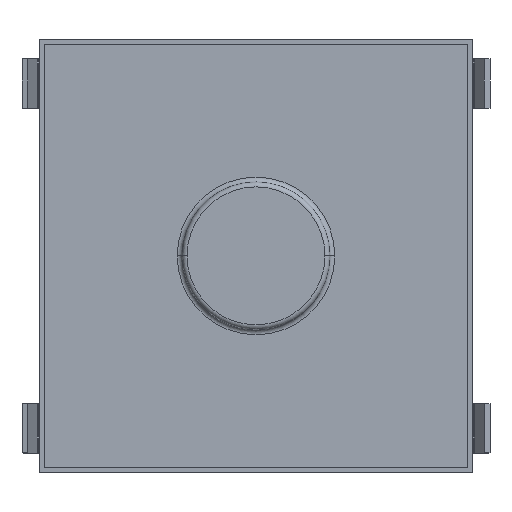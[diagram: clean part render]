
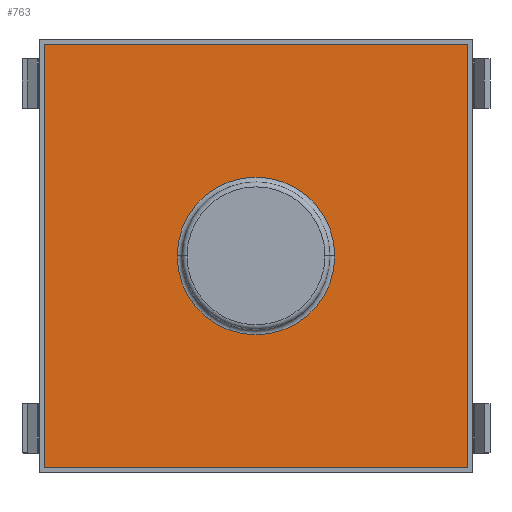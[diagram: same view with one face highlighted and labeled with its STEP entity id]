
A CAD part, top view. The second image highlights one B-rep face of the part: STEP entity #763.
In plain terms, the highlighted planar face has unit normal (0, 0, 1).
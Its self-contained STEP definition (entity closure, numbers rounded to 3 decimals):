
#2=DIRECTION('',(0.,-1.,0.));
#3=VECTOR('',#2,4.3);
#4=CARTESIAN_POINT('',(-2.15,2.15,0.));
#5=LINE('',#4,#3);
#6=DIRECTION('',(-1.,0.,0.));
#7=VECTOR('',#6,4.3);
#8=CARTESIAN_POINT('',(2.15,2.15,0.));
#9=LINE('',#8,#7);
#10=DIRECTION('',(0.,1.,0.));
#11=VECTOR('',#10,4.3);
#12=CARTESIAN_POINT('',(2.15,-2.15,0.));
#13=LINE('',#12,#11);
#14=DIRECTION('',(1.,0.,0.));
#15=VECTOR('',#14,4.3);
#16=CARTESIAN_POINT('',(-2.15,-2.15,0.));
#17=LINE('',#16,#15);
#18=CARTESIAN_POINT('',(0.,0.,0.));
#19=DIRECTION('',(0.,0.,-1.));
#20=DIRECTION('',(1.,0.,0.));
#21=AXIS2_PLACEMENT_3D('',#18,#19,#20);
#23=CARTESIAN_POINT('',(0.,0.,0.));
#24=DIRECTION('',(0.,0.,-1.));
#25=DIRECTION('',(-1.,0.,0.));
#26=AXIS2_PLACEMENT_3D('',#23,#24,#25);
#566=CARTESIAN_POINT('',(-2.15,2.15,0.));
#567=CARTESIAN_POINT('',(-2.15,-2.15,0.));
#568=VERTEX_POINT('',#566);
#569=VERTEX_POINT('',#567);
#570=CARTESIAN_POINT('',(2.15,-2.15,0.));
#571=VERTEX_POINT('',#570);
#572=CARTESIAN_POINT('',(2.15,2.15,0.));
#573=VERTEX_POINT('',#572);
#610=CARTESIAN_POINT('',(0.8,0.,0.));
#611=CARTESIAN_POINT('',(-0.8,0.,0.));
#612=VERTEX_POINT('',#610);
#613=VERTEX_POINT('',#611);
#742=CARTESIAN_POINT('',(0.,0.,0.));
#743=DIRECTION('',(0.,0.,1.));
#744=DIRECTION('',(1.,0.,0.));
#745=AXIS2_PLACEMENT_3D('',#742,#743,#744);
#746=PLANE('',#745);
#748=ORIENTED_EDGE('',*,*,#747,.F.);
#750=ORIENTED_EDGE('',*,*,#749,.F.);
#752=ORIENTED_EDGE('',*,*,#751,.F.);
#754=ORIENTED_EDGE('',*,*,#753,.F.);
#755=EDGE_LOOP('',(#748,#750,#752,#754));
#756=FACE_OUTER_BOUND('',#755,.F.);
#758=ORIENTED_EDGE('',*,*,#757,.F.);
#760=ORIENTED_EDGE('',*,*,#759,.F.);
#761=EDGE_LOOP('',(#758,#760));
#762=FACE_BOUND('',#761,.F.);
#22=CIRCLE('',#21,0.8);
#27=CIRCLE('',#26,0.8);
#747=EDGE_CURVE('',#568,#569,#5,.T.);
#749=EDGE_CURVE('',#573,#568,#9,.T.);
#751=EDGE_CURVE('',#571,#573,#13,.T.);
#753=EDGE_CURVE('',#569,#571,#17,.T.);
#757=EDGE_CURVE('',#612,#613,#22,.T.);
#759=EDGE_CURVE('',#613,#612,#27,.T.);
#763=ADVANCED_FACE('',(#756,#762),#746,.T.);
